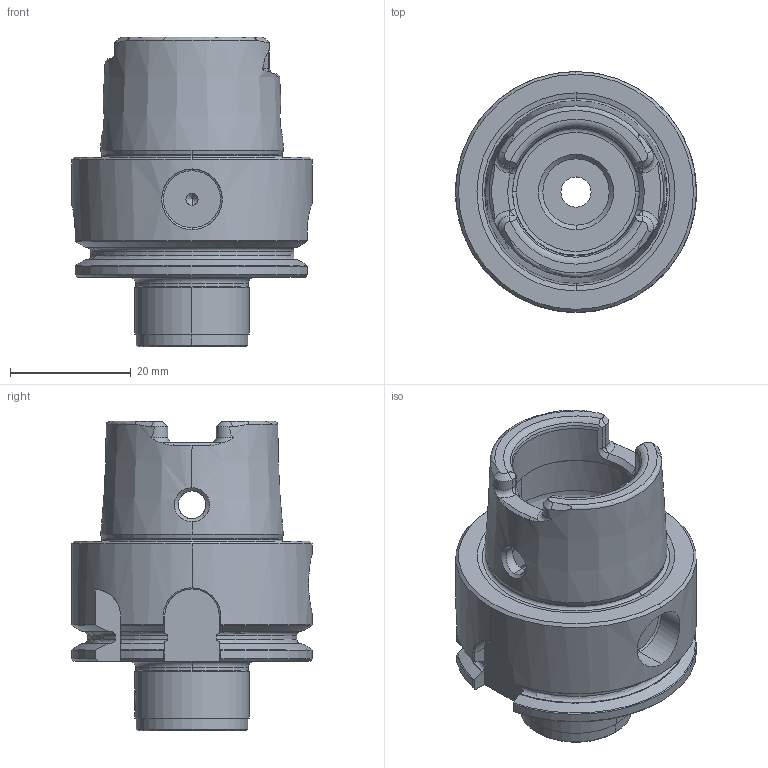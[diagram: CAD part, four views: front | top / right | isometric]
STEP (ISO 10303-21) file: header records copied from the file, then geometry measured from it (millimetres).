
FILE_DESCRIPTION(('no description'),'unknown implementation level');
FILE_NAME('76665192-F98D-4FF6-9CC5-115FC5ED88B2_export.stp',' ',('CIMSOURCE GmbH'),('CADClick - KiM GmbH - www.kimweb.de'),'unknown preprocess','ACIS','unknown authorization');
FILE_SCHEMA(('automotive_design'));
Length unit declared in the file: millimetre
Products named in the file (2): 324.112F Kaiser HSK-A40xCK1x40.|690.431 Kaiser ETL M4 X 5 CK1;Schnitt-Linear austragen1; 324.112F Kaiser HSK-A40xCK1x40.|324.112F Kaiser HSK-A40xCK1x40;Schnitt-Rotation4
Bounding box: 39.95 x 39.95 x 51.4 mm (x, y, z)
Volume: 25812.6 mm3; surface area: 10713.7 mm2
Topology: 2 solids, 2 shells, 277 faces, 724 edges, 448 vertices
Faces by surface type: cone 84, plane 81, cylinder 63, torus 34, bspline 15
Entity records: 19966 total; most frequent: CARTESIAN_POINT 5323, STYLED_ITEM 1447, PRESENTATION_STYLE_ASSIGNMENT 1447, COLOUR_RGB 1447, ORIENTED_EDGE 1440, DIRECTION 1334, EDGE_CURVE 720, CURVE_STYLE 720
